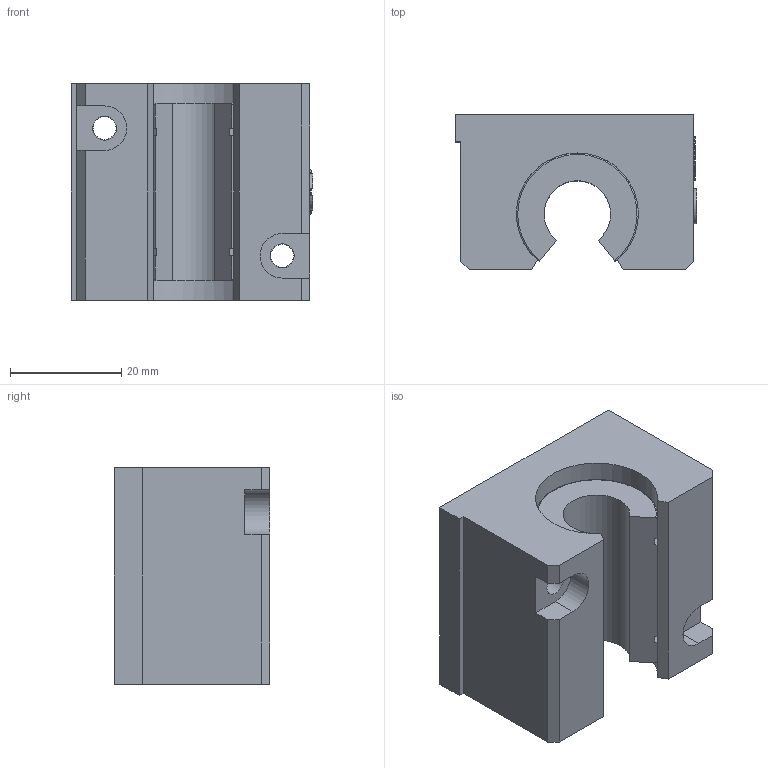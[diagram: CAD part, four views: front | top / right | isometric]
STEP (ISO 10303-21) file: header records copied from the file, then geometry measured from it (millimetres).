
FILE_DESCRIPTION(/* description */ ('Gehäuseeinheit leichte Baureie, Segmentausschnitt'),/* implementation_level */ '2;1');
FILE_NAME(/* name */ '190513-0.step',/* time_stamp */ '2021-08-18T11:37:17+02:00',/* author */ ('MuellerJ'),/* organization */ (''),/* preprocessor_version */ 'ST-DEVELOPER v18.1',/* originating_system */ 'Autodesk Inventor 2021',/* authorisation */ '');
FILE_SCHEMA (('AUTOMOTIVE_DESIGN { 1 0 10303 214 3 1 1 }'));
Length unit declared in the file: millimetre
Products named in the file (3): leer; 18-1001-0FZ.001; leer_1
Assembly tree (2 placements, depth 2):
  leer
    18-1001-0FZ.001
    leer_1
Bounding box: 43.5 x 28 x 39 mm (x, y, z)
Volume: 36053.3 mm3; surface area: 13441.2 mm2
Topology: 2 solids, 3 shells, 70 faces, 166 edges, 111 vertices
Faces by surface type: plane 44, cylinder 22, torus 3, cone 1
Full cylindrical faces by diameter (mm): 2.9 x1, 4 x1, 4.134 x4, 4.3 x3, 6.5 x1, 6.917 x1, 8 x2
Entity records: 2256 total; most frequent: CARTESIAN_POINT 472, DIRECTION 359, ORIENTED_EDGE 332, EDGE_CURVE 166, AXIS2_PLACEMENT_3D 127, VERTEX_POINT 111, LINE 105, VECTOR 105
